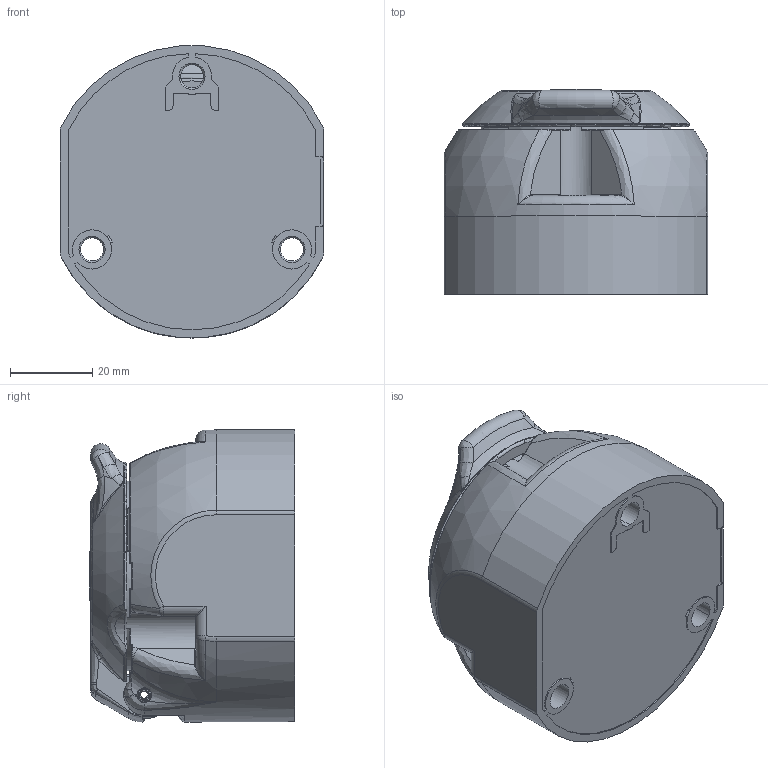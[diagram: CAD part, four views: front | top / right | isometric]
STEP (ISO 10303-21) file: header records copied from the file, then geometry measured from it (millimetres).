
FILE_DESCRIPTION((''),'2;1');
FILE_NAME('121310_SW0001','2020-12-14T11:41:43',('teru'),(''),'CREO PARAMETRIC BY PTC INC, 2017380','CREO PARAMETRIC BY PTC INC, 2017380','');
FILE_SCHEMA(('CONFIG_CONTROL_DESIGN'));
Length unit declared in the file: millimetre
Products named in the file (1): 121310_SW0001
Bounding box: 64 x 49.81 x 70.87 mm (x, y, z)
Volume: 152847.4 mm3; surface area: 25987.8 mm2
Topology: 1 solids, 2 shells, 683 faces, 1775 edges, 1088 vertices
Faces by surface type: plane 196, cylinder 179, bspline 134, torus 107, cone 44, sphere 23
Entity records: 28735 total; most frequent: CARTESIAN_POINT 12806, ORIENTED_EDGE 3542, DIRECTION 3144, EDGE_CURVE 1771, AXIS2_PLACEMENT_3D 1236, VERTEX_POINT 1088, EDGE_LOOP 707, CIRCLE 687
